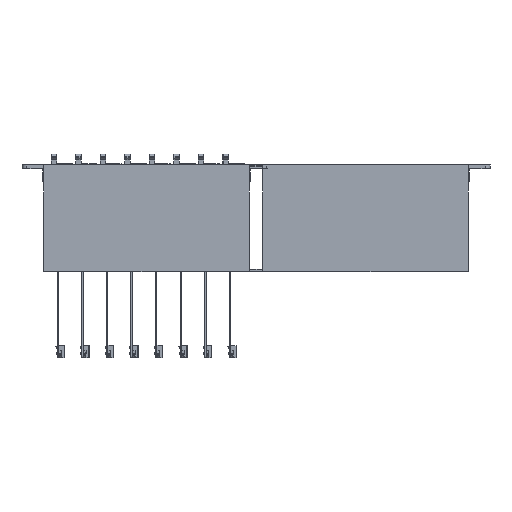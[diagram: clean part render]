
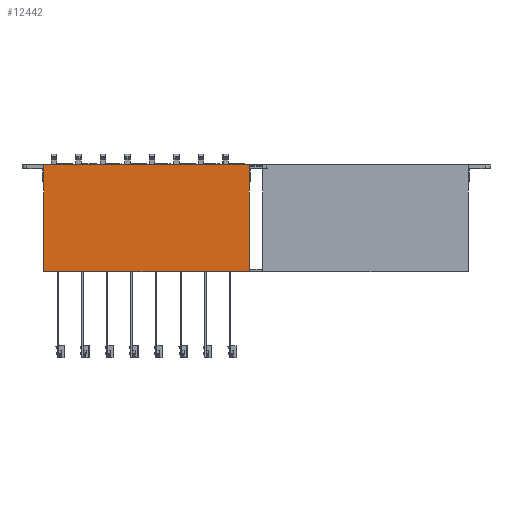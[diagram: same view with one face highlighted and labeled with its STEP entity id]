
A CAD part, front view. The second image highlights one B-rep face of the part: STEP entity #12442.
In plain terms, the highlighted planar face has unit normal (0, -1, 0).
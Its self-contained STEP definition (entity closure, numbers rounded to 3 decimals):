
#2700=DIRECTION('',(0.,0.,-1.));
#2701=VECTOR('',#2700,110.);
#2702=CARTESIAN_POINT('',(-218.9,-22.25,0.));
#2703=LINE('',#2702,#2701);
#5723=DIRECTION('',(0.,0.,1.));
#5724=VECTOR('',#5723,110.);
#5725=CARTESIAN_POINT('',(-6.9,-22.25,-110.));
#5726=LINE('',#5725,#5724);
#5730=DIRECTION('',(1.,0.,0.));
#5731=VECTOR('',#5730,212.);
#5732=CARTESIAN_POINT('',(-218.9,-22.25,-110.));
#5733=LINE('',#5732,#5731);
#5737=DIRECTION('',(1.,0.,0.));
#5738=VECTOR('',#5737,212.);
#5739=CARTESIAN_POINT('',(-218.9,-22.25,0.));
#5740=LINE('',#5739,#5738);
#7207=CARTESIAN_POINT('',(-218.9,-22.25,0.));
#7208=CARTESIAN_POINT('',(-218.9,-22.25,-110.));
#7209=VERTEX_POINT('',#7207);
#7210=VERTEX_POINT('',#7208);
#7391=CARTESIAN_POINT('',(-6.9,-22.25,-110.));
#7392=CARTESIAN_POINT('',(-6.9,-22.25,0.));
#7393=VERTEX_POINT('',#7391);
#7394=VERTEX_POINT('',#7392);
#12431=CARTESIAN_POINT('',(-218.9,-22.25,0.));
#12432=DIRECTION('',(0.,-1.,0.));
#12433=DIRECTION('',(1.,0.,0.));
#12434=AXIS2_PLACEMENT_3D('',#12431,#12432,#12433);
#12435=PLANE('',#12434);
#12436=ORIENTED_EDGE('',*,*,#12364,.F.);
#12437=ORIENTED_EDGE('',*,*,#8766,.F.);
#12438=ORIENTED_EDGE('',*,*,#9720,.F.);
#12439=ORIENTED_EDGE('',*,*,#8282,.T.);
#12440=EDGE_LOOP('',(#12436,#12437,#12438,#12439));
#12441=FACE_OUTER_BOUND('',#12440,.F.);
#8282=EDGE_CURVE('',#7209,#7394,#5740,.T.);
#8766=EDGE_CURVE('',#7210,#7393,#5733,.T.);
#9720=EDGE_CURVE('',#7209,#7210,#2703,.T.);
#12364=EDGE_CURVE('',#7393,#7394,#5726,.T.);
#12442=ADVANCED_FACE('',(#12441),#12435,.T.);
